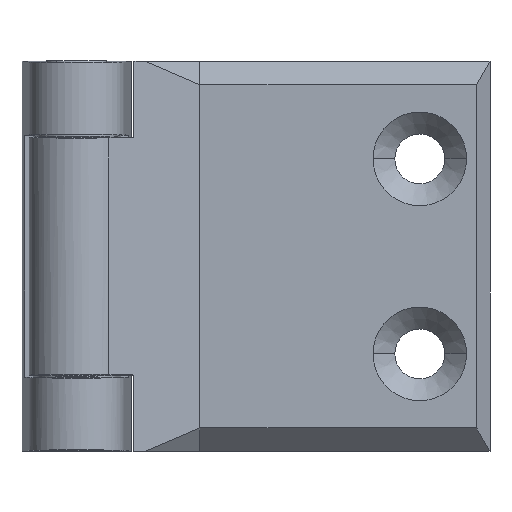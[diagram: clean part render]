
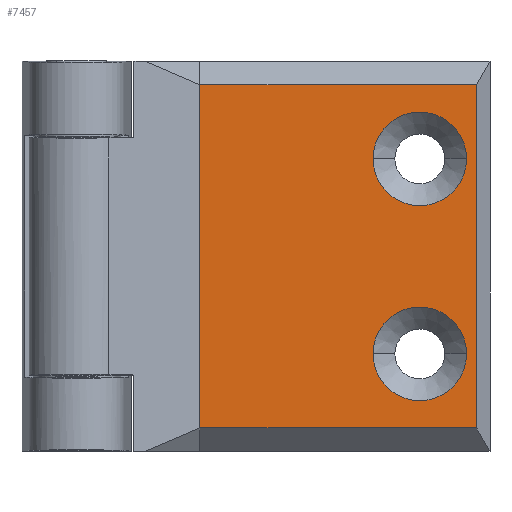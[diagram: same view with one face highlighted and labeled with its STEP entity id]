
A CAD part, top view. The second image highlights one B-rep face of the part: STEP entity #7457.
In plain terms, the highlighted planar face has unit normal (0, 0, 1).
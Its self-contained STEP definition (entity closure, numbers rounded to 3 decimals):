
#66 = DIRECTION ( 'NONE',  ( 1., 0., 0. ) ) ;
#89 = CARTESIAN_POINT ( 'NONE',  ( 44., -12.5, 6.5 ) ) ;
#231 = EDGE_CURVE ( 'NONE', #7294, #6394, #8409, .T. ) ;
#508 = CARTESIAN_POINT ( 'NONE',  ( 51.268, 25., 6.5 ) ) ;
#811 = EDGE_CURVE ( 'NONE', #3740, #4514, #1903, .T. ) ;
#1122 = DIRECTION ( 'NONE',  ( 0., 0., 1. ) ) ;
#1196 = EDGE_CURVE ( 'NONE', #6239, #7294, #2461, .T. ) ;
#1215 = DIRECTION ( 'NONE',  ( 0., -1., 0. ) ) ;
#1386 = VERTEX_POINT ( 'NONE', #4470 ) ;
#1486 = EDGE_CURVE ( 'NONE', #11411, #6394, #10883, .T. ) ;
#1674 = DIRECTION ( 'NONE',  ( 0., 0., -1. ) ) ;
#1710 = DIRECTION ( 'NONE',  ( 1., 0., 0. ) ) ;
#1903 = CIRCLE ( 'NONE', #3000, 6. ) ;
#1963 = FACE_OUTER_BOUND ( 'NONE', #6131, .T. ) ;
#2155 = DIRECTION ( 'NONE',  ( 1., 0., 0. ) ) ;
#2276 = VECTOR ( 'NONE', #1710, 1000. ) ;
#2420 = CARTESIAN_POINT ( 'NONE',  ( 50., -12.5, 6.5 ) ) ;
#2461 = LINE ( 'NONE', #3497, #2276 ) ;
#2582 = DIRECTION ( 'NONE',  ( 0., 0., -1. ) ) ;
#2600 = FACE_BOUND ( 'NONE', #4571, .T. ) ;
#2805 = DIRECTION ( 'NONE',  ( 0., 0., 1. ) ) ;
#2962 = CARTESIAN_POINT ( 'NONE',  ( 29.182, -22., 6.5 ) ) ;
#3000 = AXIS2_PLACEMENT_3D ( 'NONE', #89, #1122, #4627 ) ;
#3082 = CIRCLE ( 'NONE', #4554, 6. ) ;
#3336 = AXIS2_PLACEMENT_3D ( 'NONE', #6904, #1674, #11322 ) ;
#3433 = ORIENTED_EDGE ( 'NONE', *, *, #3753, .T. ) ;
#3497 = CARTESIAN_POINT ( 'NONE',  ( 53.1, 22., 6.5 ) ) ;
#3609 = CARTESIAN_POINT ( 'NONE',  ( 38., 12.5, 6.5 ) ) ;
#3740 = VERTEX_POINT ( 'NONE', #2420 ) ;
#3753 = EDGE_CURVE ( 'NONE', #4395, #1386, #7760, .T. ) ;
#4225 = AXIS2_PLACEMENT_3D ( 'NONE', #6339, #8018, #66 ) ;
#4395 = VERTEX_POINT ( 'NONE', #3609 ) ;
#4442 = FACE_BOUND ( 'NONE', #9816, .T. ) ;
#4470 = CARTESIAN_POINT ( 'NONE',  ( 50., 12.5, 6.5 ) ) ;
#4514 = VERTEX_POINT ( 'NONE', #9601 ) ;
#4530 = CARTESIAN_POINT ( 'NONE',  ( 44., 12.5, 6.5 ) ) ;
#4554 = AXIS2_PLACEMENT_3D ( 'NONE', #4530, #2582, #8875 ) ;
#4571 = EDGE_LOOP ( 'NONE', ( #3433, #6438 ) ) ;
#4612 = CARTESIAN_POINT ( 'NONE',  ( 15.8, -17.5, 6.5 ) ) ;
#4627 = DIRECTION ( 'NONE',  ( -1., 0., 0. ) ) ;
#4807 = AXIS2_PLACEMENT_3D ( 'NONE', #6431, #2805, #9739 ) ;
#4826 = EDGE_CURVE ( 'NONE', #4514, #3740, #6287, .T. ) ;
#4896 = VECTOR ( 'NONE', #1215, 1000. ) ;
#4900 = ORIENTED_EDGE ( 'NONE', *, *, #811, .F. ) ;
#4942 = DIRECTION ( 'NONE',  ( 0., -1., 0. ) ) ;
#5033 = ORIENTED_EDGE ( 'NONE', *, *, #5852, .T. ) ;
#5543 = LINE ( 'NONE', #4612, #4896 ) ;
#5718 = ORIENTED_EDGE ( 'NONE', *, *, #1196, .F. ) ;
#5852 = EDGE_CURVE ( 'NONE', #6239, #11411, #5543, .T. ) ;
#6047 = CARTESIAN_POINT ( 'NONE',  ( 15.8, 22., 6.5 ) ) ;
#6131 = EDGE_LOOP ( 'NONE', ( #11344, #5718, #5033, #6956 ) ) ;
#6239 = VERTEX_POINT ( 'NONE', #6047 ) ;
#6287 = CIRCLE ( 'NONE', #4807, 6. ) ;
#6339 = CARTESIAN_POINT ( 'NONE',  ( 29.182, -17.5, 6.5 ) ) ;
#6394 = VERTEX_POINT ( 'NONE', #9903 ) ;
#6431 = CARTESIAN_POINT ( 'NONE',  ( 44., -12.5, 6.5 ) ) ;
#6438 = ORIENTED_EDGE ( 'NONE', *, *, #10381, .T. ) ;
#6749 = CARTESIAN_POINT ( 'NONE',  ( 51.268, 22., 6.5 ) ) ;
#6904 = CARTESIAN_POINT ( 'NONE',  ( 44., 12.5, 6.5 ) ) ;
#6956 = ORIENTED_EDGE ( 'NONE', *, *, #1486, .T. ) ;
#7294 = VERTEX_POINT ( 'NONE', #6749 ) ;
#7457 = ADVANCED_FACE ( 'NONE', ( #4442, #2600, #1963 ), #7962, .T. ) ;
#7657 = CARTESIAN_POINT ( 'NONE',  ( 15.8, -22., 6.5 ) ) ;
#7760 = CIRCLE ( 'NONE', #3336, 6. ) ;
#7962 = PLANE ( 'NONE',  #4225 ) ;
#8018 = DIRECTION ( 'NONE',  ( 0., 0., 1. ) ) ;
#8345 = ORIENTED_EDGE ( 'NONE', *, *, #4826, .F. ) ;
#8409 = LINE ( 'NONE', #508, #11308 ) ;
#8875 = DIRECTION ( 'NONE',  ( -1., 0., 0. ) ) ;
#8910 = VECTOR ( 'NONE', #2155, 1000. ) ;
#9601 = CARTESIAN_POINT ( 'NONE',  ( 38., -12.5, 6.5 ) ) ;
#9739 = DIRECTION ( 'NONE',  ( -1., 0., 0. ) ) ;
#9816 = EDGE_LOOP ( 'NONE', ( #8345, #4900 ) ) ;
#9903 = CARTESIAN_POINT ( 'NONE',  ( 51.268, -22., 6.5 ) ) ;
#10381 = EDGE_CURVE ( 'NONE', #1386, #4395, #3082, .T. ) ;
#10883 = LINE ( 'NONE', #2962, #8910 ) ;
#11308 = VECTOR ( 'NONE', #4942, 1000. ) ;
#11322 = DIRECTION ( 'NONE',  ( -1., 0., 0. ) ) ;
#11344 = ORIENTED_EDGE ( 'NONE', *, *, #231, .F. ) ;
#11411 = VERTEX_POINT ( 'NONE', #7657 ) ;
